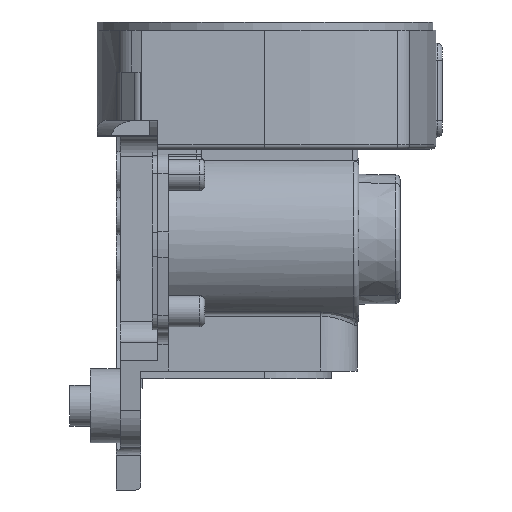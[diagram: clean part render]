
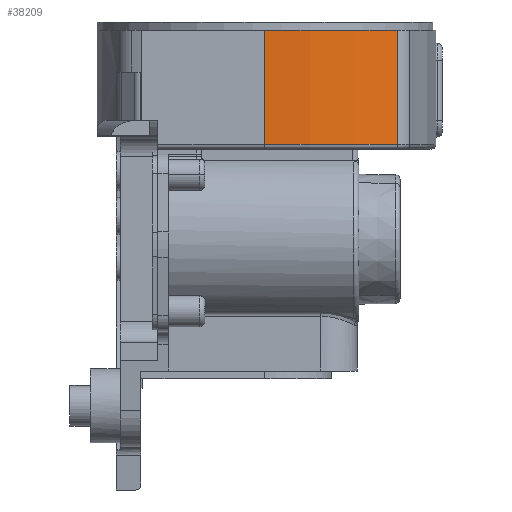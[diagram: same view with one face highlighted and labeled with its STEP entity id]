
A CAD part, front view. The second image highlights one B-rep face of the part: STEP entity #38209.
In plain terms, the highlighted cylindrical face has radius 103.632 mm (diameter 207.264 mm), a partial arc.
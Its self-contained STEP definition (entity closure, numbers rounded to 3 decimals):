
#29 = PLANE('',#30);
#30 = AXIS2_PLACEMENT_3D('',#31,#32,#33);
#31 = CARTESIAN_POINT('',(-37.897,-53.05,0.));
#32 = DIRECTION('',(0.,-1.,0.));
#33 = DIRECTION('',(1.,0.,0.));
#54 = VERTEX_POINT('',#55);
#55 = CARTESIAN_POINT('',(0.,-53.05,
    -35.077));
#81 = EDGE_CURVE('',#82,#54,#84,.T.);
#82 = VERTEX_POINT('',#83);
#83 = CARTESIAN_POINT('',(0.,-53.05,0.));
#84 = SURFACE_CURVE('',#85,(#89,#96),.PCURVE_S2.);
#85 = LINE('',#86,#87);
#86 = CARTESIAN_POINT('',(0.,-53.05,0.));
#87 = VECTOR('',#88,1.);
#88 = DIRECTION('',(0.,0.,-1.));
#89 = PCURVE('',#29,#90);
#90 = DEFINITIONAL_REPRESENTATION('',(#91),#95);
#91 = LINE('',#92,#93);
#92 = CARTESIAN_POINT('',(37.897,0.));
#93 = VECTOR('',#94,1.);
#94 = DIRECTION('',(0.,-1.));
#95 = ( GEOMETRIC_REPRESENTATION_CONTEXT(2) 
PARAMETRIC_REPRESENTATION_CONTEXT() REPRESENTATION_CONTEXT('2D SPACE',''
  ) );
#96 = PCURVE('',#97,#102);
#97 = CYLINDRICAL_SURFACE('',#98,103.632);
#98 = AXIS2_PLACEMENT_3D('',#99,#100,#101);
#99 = CARTESIAN_POINT('',(0.,50.582,0.));
#100 = DIRECTION('',(0.,0.,1.));
#101 = DIRECTION('',(1.,0.,-0.));
#102 = DEFINITIONAL_REPRESENTATION('',(#103),#107);
#103 = LINE('',#104,#105);
#104 = CARTESIAN_POINT('',(4.712,0.));
#105 = VECTOR('',#106,1.);
#106 = DIRECTION('',(0.,-1.));
#107 = ( GEOMETRIC_REPRESENTATION_CONTEXT(2) 
PARAMETRIC_REPRESENTATION_CONTEXT() REPRESENTATION_CONTEXT('2D SPACE',''
  ) );
#125 = PLANE('',#126);
#126 = AXIS2_PLACEMENT_3D('',#127,#128,#129);
#127 = CARTESIAN_POINT('',(0.,0.,0.));
#128 = DIRECTION('',(0.,0.,1.));
#129 = DIRECTION('',(1.,0.,-0.));
#20660 = EDGE_CURVE('',#82,#20661,#20663,.T.);
#20661 = VERTEX_POINT('',#20662);
#20662 = CARTESIAN_POINT('',(40.907,-44.634,0.));
#20663 = SURFACE_CURVE('',#20664,(#20669,#20680),.PCURVE_S2.);
#20664 = CIRCLE('',#20665,103.632);
#20665 = AXIS2_PLACEMENT_3D('',#20666,#20667,#20668);
#20666 = CARTESIAN_POINT('',(0.,50.582,0.));
#20667 = DIRECTION('',(0.,0.,1.));
#20668 = DIRECTION('',(1.,0.,-0.));
#20669 = PCURVE('',#125,#20670);
#20670 = DEFINITIONAL_REPRESENTATION('',(#20671),#20679);
#20671 = ( BOUNDED_CURVE() B_SPLINE_CURVE(2,(#20672,#20673,#20674,#20675
    ,#20676,#20677,#20678),.UNSPECIFIED.,.F.,.F.) 
B_SPLINE_CURVE_WITH_KNOTS((1,2,2,2,2,1),(-2.094,0.,
    2.094,4.189,6.283,8.378),
.UNSPECIFIED.) CURVE() GEOMETRIC_REPRESENTATION_ITEM() 
RATIONAL_B_SPLINE_CURVE((1.,0.5,1.,0.5,1.,0.5,1.)) REPRESENTATION_ITEM('
') );
#20672 = CARTESIAN_POINT('',(103.632,50.582));
#20673 = CARTESIAN_POINT('',(103.632,230.078));
#20674 = CARTESIAN_POINT('',(-51.816,140.33));
#20675 = CARTESIAN_POINT('',(-207.264,50.582));
#20676 = CARTESIAN_POINT('',(-51.816,-39.166));
#20677 = CARTESIAN_POINT('',(103.632,-128.914));
#20678 = CARTESIAN_POINT('',(103.632,50.582));
#20679 = ( GEOMETRIC_REPRESENTATION_CONTEXT(2) 
PARAMETRIC_REPRESENTATION_CONTEXT() REPRESENTATION_CONTEXT('2D SPACE',''
  ) );
#20680 = PCURVE('',#97,#20681);
#20681 = DEFINITIONAL_REPRESENTATION('',(#20682),#20686);
#20682 = LINE('',#20683,#20684);
#20683 = CARTESIAN_POINT('',(0.,0.));
#20684 = VECTOR('',#20685,1.);
#20685 = DIRECTION('',(1.,0.));
#20686 = ( GEOMETRIC_REPRESENTATION_CONTEXT(2) 
PARAMETRIC_REPRESENTATION_CONTEXT() REPRESENTATION_CONTEXT('2D SPACE',''
  ) );
#20709 = CYLINDRICAL_SURFACE('',#20710,7.112);
#20710 = AXIS2_PLACEMENT_3D('',#20711,#20712,#20713);
#20711 = CARTESIAN_POINT('',(38.1,-38.1,0.));
#20712 = DIRECTION('',(0.,0.,1.));
#20713 = DIRECTION('',(1.,0.,-0.));
#27966 = EDGE_CURVE('',#20661,#27967,#27969,.T.);
#27967 = VERTEX_POINT('',#27968);
#27968 = CARTESIAN_POINT('',(40.907,-44.634,
    -35.077));
#27969 = SURFACE_CURVE('',#27970,(#27974,#27981),.PCURVE_S2.);
#27970 = LINE('',#27971,#27972);
#27971 = CARTESIAN_POINT('',(40.907,-44.634,0.));
#27972 = VECTOR('',#27973,1.);
#27973 = DIRECTION('',(0.,0.,-1.));
#27974 = PCURVE('',#20709,#27975);
#27975 = DEFINITIONAL_REPRESENTATION('',(#27976),#27980);
#27976 = LINE('',#27977,#27978);
#27977 = CARTESIAN_POINT('',(5.118,0.));
#27978 = VECTOR('',#27979,1.);
#27979 = DIRECTION('',(0.,-1.));
#27980 = ( GEOMETRIC_REPRESENTATION_CONTEXT(2) 
PARAMETRIC_REPRESENTATION_CONTEXT() REPRESENTATION_CONTEXT('2D SPACE',''
  ) );
#27981 = PCURVE('',#97,#27982);
#27982 = DEFINITIONAL_REPRESENTATION('',(#27983),#27987);
#27983 = LINE('',#27984,#27985);
#27984 = CARTESIAN_POINT('',(5.118,0.));
#27985 = VECTOR('',#27986,1.);
#27986 = DIRECTION('',(0.,-1.));
#27987 = ( GEOMETRIC_REPRESENTATION_CONTEXT(2) 
PARAMETRIC_REPRESENTATION_CONTEXT() REPRESENTATION_CONTEXT('2D SPACE',''
  ) );
#28303 = TOROIDAL_SURFACE('',#28304,102.108,1.524);
#28304 = AXIS2_PLACEMENT_3D('',#28305,#28306,#28307);
#28305 = CARTESIAN_POINT('',(0.,50.582,
    -35.077));
#28306 = DIRECTION('',(0.,0.,1.));
#28307 = DIRECTION('',(0.,-1.,0.));
#38209 = ADVANCED_FACE('',(#38210),#97,.T.);
#38210 = FACE_BOUND('',#38211,.T.);
#38211 = EDGE_LOOP('',(#38212,#38213,#38235,#38236));
#38212 = ORIENTED_EDGE('',*,*,#81,.T.);
#38213 = ORIENTED_EDGE('',*,*,#38214,.T.);
#38214 = EDGE_CURVE('',#54,#27967,#38215,.T.);
#38215 = SURFACE_CURVE('',#38216,(#38221,#38228),.PCURVE_S2.);
#38216 = CIRCLE('',#38217,103.632);
#38217 = AXIS2_PLACEMENT_3D('',#38218,#38219,#38220);
#38218 = CARTESIAN_POINT('',(0.,50.582,
    -35.077));
#38219 = DIRECTION('',(0.,0.,1.));
#38220 = DIRECTION('',(0.,-1.,0.));
#38221 = PCURVE('',#97,#38222);
#38222 = DEFINITIONAL_REPRESENTATION('',(#38223),#38227);
#38223 = LINE('',#38224,#38225);
#38224 = CARTESIAN_POINT('',(4.712,-35.077));
#38225 = VECTOR('',#38226,1.);
#38226 = DIRECTION('',(1.,0.));
#38227 = ( GEOMETRIC_REPRESENTATION_CONTEXT(2) 
PARAMETRIC_REPRESENTATION_CONTEXT() REPRESENTATION_CONTEXT('2D SPACE',''
  ) );
#38228 = PCURVE('',#28303,#38229);
#38229 = DEFINITIONAL_REPRESENTATION('',(#38230),#38234);
#38230 = LINE('',#38231,#38232);
#38231 = CARTESIAN_POINT('',(0.,6.283));
#38232 = VECTOR('',#38233,1.);
#38233 = DIRECTION('',(1.,0.));
#38234 = ( GEOMETRIC_REPRESENTATION_CONTEXT(2) 
PARAMETRIC_REPRESENTATION_CONTEXT() REPRESENTATION_CONTEXT('2D SPACE',''
  ) );
#38235 = ORIENTED_EDGE('',*,*,#27966,.F.);
#38236 = ORIENTED_EDGE('',*,*,#20660,.F.);
